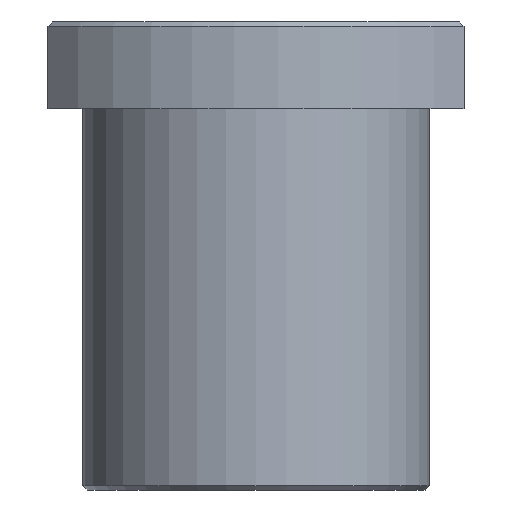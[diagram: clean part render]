
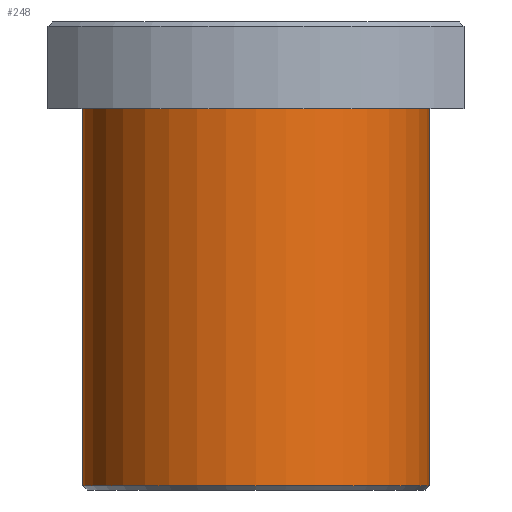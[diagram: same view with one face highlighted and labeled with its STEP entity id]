
A CAD part, front view. The second image highlights one B-rep face of the part: STEP entity #248.
In plain terms, the highlighted cylindrical face has radius 20 mm (diameter 40 mm), a full revolution.
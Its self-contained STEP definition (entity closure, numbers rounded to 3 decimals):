
#85=CYLINDRICAL_SURFACE('',#2486,20.);
#97=CIRCLE('',#2484,20.);
#98=CIRCLE('',#2485,20.);
#248=ADVANCED_FACE('',(#651,#652),#85,.T.);
#651=FACE_BOUND('',#741,.T.);
#652=FACE_BOUND('',#742,.T.);
#741=EDGE_LOOP('',(#1006));
#742=EDGE_LOOP('',(#1007));
#1006=ORIENTED_EDGE('',*,*,#1885,.T.);
#1007=ORIENTED_EDGE('',*,*,#1886,.T.);
#1658=VERTEX_POINT('',#3738);
#1659=VERTEX_POINT('',#3740);
#1885=EDGE_CURVE('',#1658,#1658,#97,.T.);
#1886=EDGE_CURVE('',#1659,#1659,#98,.T.);
#2484=AXIS2_PLACEMENT_3D('',#3737,#2693,#2694);
#2485=AXIS2_PLACEMENT_3D('',#3739,#2695,#2696);
#2486=AXIS2_PLACEMENT_3D('',#3741,#2697,#2698);
#2693=DIRECTION('',(0.,0.,1.));
#2694=DIRECTION('',(1.,0.,0.));
#2695=DIRECTION('',(0.,0.,-1.));
#2696=DIRECTION('',(1.,0.,0.));
#2697=DIRECTION('',(0.,0.,-1.));
#2698=DIRECTION('',(1.,0.,0.));
#3737=CARTESIAN_POINT('',(0.,0.,-53.5));
#3738=CARTESIAN_POINT('',(20.,0.,-53.5));
#3739=CARTESIAN_POINT('',(0.,0.,-10.));
#3740=CARTESIAN_POINT('',(20.,0.,-10.));
#3741=CARTESIAN_POINT('',(0.,0.,0.));
